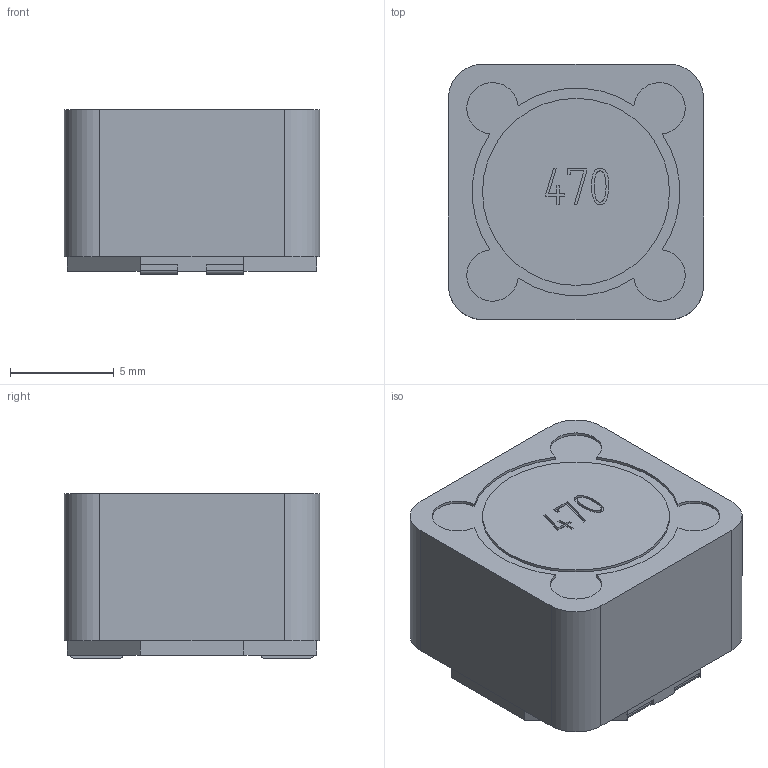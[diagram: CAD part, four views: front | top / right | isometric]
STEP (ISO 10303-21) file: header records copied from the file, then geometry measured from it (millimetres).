
FILE_DESCRIPTION(/* description */ ('Unknown'),/* implementation_level */ '2;1');
FILE_NAME(/* name */ 'HA78DM-128',/* time_stamp */ '2021-11-18T09:54:47+08:00',/* author */ ('Unknown'),/* organization */ ('Unknown'),/* preprocessor_version */ 'ST-DEVELOPER v16.7',/* originating_system */ 'Solid Edge',/* authorisation */ 'Unknown');
FILE_SCHEMA (('AUTOMOTIVE_DESIGN {1 0 10303 214 3 1 1}'));
Length unit declared in the file: millimetre
Products named in the file (1): HA78DM-128
Bounding box: 12.3 x 12.3 x 7.93 mm (x, y, z)
Volume: 1134.1 mm3; surface area: 672.9 mm2
Topology: 1 solids, 1 shells, 118 faces, 301 edges, 193 vertices
Faces by surface type: plane 94, cylinder 22, bspline 2
Full cylindrical faces by diameter (mm): 1 x1, 9 x1
Entity records: 4454 total; most frequent: CARTESIAN_POINT 783, ORIENTED_EDGE 592, DIRECTION 558, EDGE_CURVE 296, LINE 212, VECTOR 212, VERTEX_POINT 192, AXIS2_PLACEMENT_3D 173
